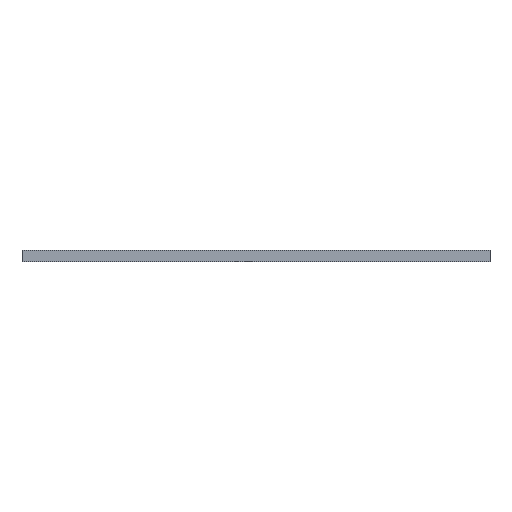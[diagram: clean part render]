
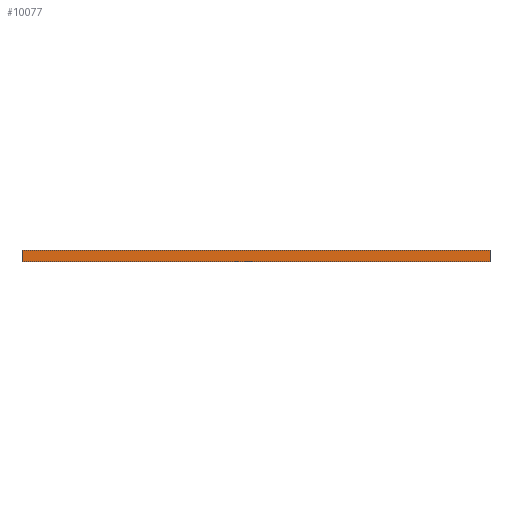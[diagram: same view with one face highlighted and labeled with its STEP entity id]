
A CAD part, left-side view. The second image highlights one B-rep face of the part: STEP entity #10077.
In plain terms, the highlighted planar face has unit normal (-1, 0, 0).
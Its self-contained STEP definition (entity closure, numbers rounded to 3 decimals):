
#103 = ORIENTED_EDGE ( 'NONE', *, *, #4277, .F. ) ;
#430 = CARTESIAN_POINT ( 'NONE',  ( -22.5, 2500., 120.22 ) ) ;
#1096 = LINE ( 'NONE', #430, #7988 ) ;
#1436 = LINE ( 'NONE', #6446, #5682 ) ;
#2162 = DIRECTION ( 'NONE',  ( 0., 0., -1. ) ) ;
#2379 = AXIS2_PLACEMENT_3D ( 'NONE', #4611, #8831, #2162 ) ;
#2562 = VECTOR ( 'NONE', #2934, 1000. ) ;
#2570 = VERTEX_POINT ( 'NONE', #6252 ) ;
#2927 = VERTEX_POINT ( 'NONE', #5168 ) ;
#2934 = DIRECTION ( 'NONE',  ( 0., 1., 0. ) ) ;
#3342 = EDGE_CURVE ( 'NONE', #2570, #6862, #1096, .T. ) ;
#3636 = DIRECTION ( 'NONE',  ( 0., 0., -1. ) ) ;
#3751 = CARTESIAN_POINT ( 'NONE',  ( -22.5, -2500., 0. ) ) ;
#4277 = EDGE_CURVE ( 'NONE', #9085, #2927, #8593, .T. ) ;
#4507 = ORIENTED_EDGE ( 'NONE', *, *, #10243, .T. ) ;
#4611 = CARTESIAN_POINT ( 'NONE',  ( -22.5, -2500., 120.22 ) ) ;
#5168 = CARTESIAN_POINT ( 'NONE',  ( -22.5, -2500., 0. ) ) ;
#5682 = VECTOR ( 'NONE', #9801, 1000. ) ;
#5900 = EDGE_LOOP ( 'NONE', ( #103, #4507, #8759, #7851 ) ) ;
#6234 = FACE_OUTER_BOUND ( 'NONE', #5900, .T. ) ;
#6252 = CARTESIAN_POINT ( 'NONE',  ( -22.5, 2500., 119.52 ) ) ;
#6347 = CARTESIAN_POINT ( 'NONE',  ( -22.5, 2500., 0. ) ) ;
#6446 = CARTESIAN_POINT ( 'NONE',  ( -22.5, -2500., 119.52 ) ) ;
#6613 = EDGE_CURVE ( 'NONE', #2927, #6862, #10100, .T. ) ;
#6721 = CARTESIAN_POINT ( 'NONE',  ( -22.5, -2500., 120.22 ) ) ;
#6862 = VERTEX_POINT ( 'NONE', #6347 ) ;
#6890 = CARTESIAN_POINT ( 'NONE',  ( -22.5, -2500., 119.52 ) ) ;
#7851 = ORIENTED_EDGE ( 'NONE', *, *, #6613, .F. ) ;
#7875 = DIRECTION ( 'NONE',  ( 0., 0., -1. ) ) ;
#7988 = VECTOR ( 'NONE', #7875, 1000. ) ;
#8593 = LINE ( 'NONE', #6721, #9747 ) ;
#8759 = ORIENTED_EDGE ( 'NONE', *, *, #3342, .T. ) ;
#8831 = DIRECTION ( 'NONE',  ( 1., 0., 0. ) ) ;
#9085 = VERTEX_POINT ( 'NONE', #6890 ) ;
#9599 = PLANE ( 'NONE',  #2379 ) ;
#9747 = VECTOR ( 'NONE', #3636, 1000. ) ;
#9801 = DIRECTION ( 'NONE',  ( 0., 1., 0. ) ) ;
#10077 = ADVANCED_FACE ( 'NONE', ( #6234 ), #9599, .F. ) ;
#10100 = LINE ( 'NONE', #3751, #2562 ) ;
#10243 = EDGE_CURVE ( 'NONE', #9085, #2570, #1436, .T. ) ;
